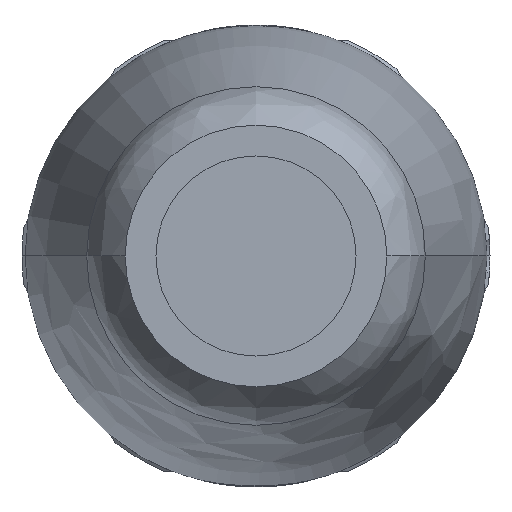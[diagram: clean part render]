
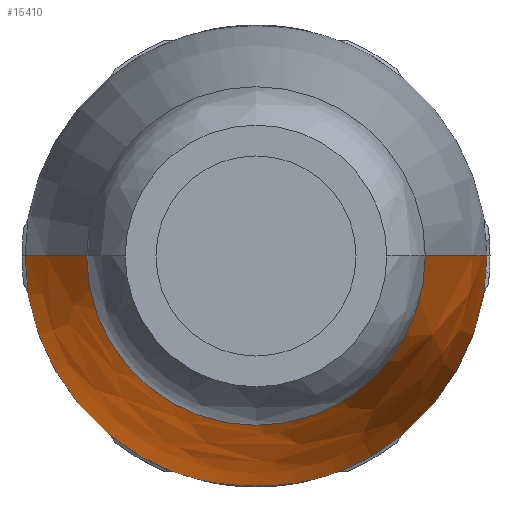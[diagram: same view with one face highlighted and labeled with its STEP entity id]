
A CAD part, front view. The second image highlights one B-rep face of the part: STEP entity #15410.
In plain terms, the highlighted face is a revolution surface.
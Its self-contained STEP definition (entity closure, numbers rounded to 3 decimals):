
#36=CARTESIAN_POINT('',(3.904,-5.9,-6.404));
#38=CARTESIAN_POINT('',(0.,-5.9,0.));
#39=DIRECTION('',(0.,-1.,0.));
#40=DIRECTION('',(0.521,0.,-0.854));
#41=AXIS2_PLACEMENT_3D('',#38,#39,#40);
#107=CARTESIAN_POINT('',(0.,-5.9,0.));
#108=DIRECTION('',(0.,-1.,0.));
#109=DIRECTION('',(-1.,0.,0.));
#110=AXIS2_PLACEMENT_3D('',#107,#108,#109);
#177=CARTESIAN_POINT('',(3.9,-8.563,-6.407));
#183=CARTESIAN_POINT('',(3.904,-5.9,-6.404));
#184=CARTESIAN_POINT('',(3.902,-6.787,-6.404));
#185=CARTESIAN_POINT('',(3.905,-7.675,-6.403));
#186=CARTESIAN_POINT('',(3.9,-8.563,-6.407));
#188=CARTESIAN_POINT('',(3.9,-8.563,-6.407));
#189=CARTESIAN_POINT('',(3.895,-9.065,-6.41));
#190=CARTESIAN_POINT('',(3.874,-10.031,-6.422));
#191=CARTESIAN_POINT('',(3.805,-11.366,-6.463));
#192=CARTESIAN_POINT('',(3.713,-12.548,-6.516));
#193=CARTESIAN_POINT('',(3.603,-13.593,-6.578));
#194=CARTESIAN_POINT('',(3.467,-14.528,-6.651));
#195=CARTESIAN_POINT('',(3.296,-15.346,-6.739));
#196=CARTESIAN_POINT('',(3.094,-16.056,-6.835));
#197=CARTESIAN_POINT('',(2.865,-16.666,-6.933));
#198=CARTESIAN_POINT('',(2.62,-17.186,-7.027));
#199=CARTESIAN_POINT('',(2.366,-17.625,-7.113));
#200=CARTESIAN_POINT('',(2.104,-17.988,-7.19));
#201=CARTESIAN_POINT('',(1.839,-18.284,-7.258));
#202=CARTESIAN_POINT('',(1.569,-18.524,-7.317));
#203=CARTESIAN_POINT('',(1.292,-18.719,-7.367));
#204=CARTESIAN_POINT('',(1.003,-18.876,-7.408));
#205=CARTESIAN_POINT('',(0.712,-18.993,
-7.439));
#206=CARTESIAN_POINT('',(0.432,-19.07,
-7.458));
#207=CARTESIAN_POINT('',(0.169,-19.111,
-7.468));
#208=CARTESIAN_POINT('',(-0.085,-19.119,
-7.469));
#209=CARTESIAN_POINT('',(-0.334,-19.094,
-7.463));
#210=CARTESIAN_POINT('',(-0.59,-19.038,
-7.448));
#211=CARTESIAN_POINT('',(-0.862,-18.943,
-7.424));
#212=CARTESIAN_POINT('',(-1.143,-18.805,
-7.389));
#213=CARTESIAN_POINT('',(-1.427,-18.623,
-7.344));
#214=CARTESIAN_POINT('',(-1.71,-18.393,
-7.288));
#215=CARTESIAN_POINT('',(-1.992,-18.105,
-7.221));
#216=CARTESIAN_POINT('',(-2.275,-17.745,
-7.141));
#217=CARTESIAN_POINT('',(-2.557,-17.3,
-7.049));
#218=CARTESIAN_POINT('',(-2.828,-16.767,
-6.948));
#219=CARTESIAN_POINT('',(-3.074,-16.146,
-6.844));
#220=CARTESIAN_POINT('',(-3.286,-15.433,
-6.744));
#221=CARTESIAN_POINT('',(-3.463,-14.597,
-6.653));
#222=CARTESIAN_POINT('',(-3.6,-13.633,
-6.579));
#223=CARTESIAN_POINT('',(-3.71,-12.557,
-6.518));
#224=CARTESIAN_POINT('',(-3.803,-11.353,
-6.464));
#225=CARTESIAN_POINT('',(-3.873,-10.001,
-6.423));
#226=CARTESIAN_POINT('',(-3.896,-9.051,
-6.41));
#227=CARTESIAN_POINT('',(-3.901,-8.561,
-6.406));
#229=CARTESIAN_POINT('',(-3.901,-8.561,
-6.406));
#230=CARTESIAN_POINT('',(-3.908,-7.673,
-6.402));
#231=CARTESIAN_POINT('',(-3.905,-6.786,
-6.402));
#232=CARTESIAN_POINT('',(-3.904,-5.9,
-6.404));
#234=CARTESIAN_POINT('',(-7.5,-5.9,0.));
#235=CARTESIAN_POINT('',(-7.499,-6.321,0.));
#236=CARTESIAN_POINT('',(-7.501,-7.977,0.));
#237=CARTESIAN_POINT('',(-7.5,-10.889,0.));
#238=CARTESIAN_POINT('',(-7.497,-15.746,0.));
#239=CARTESIAN_POINT('',(-7.519,-20.694,0.));
#240=CARTESIAN_POINT('',(-6.78,-27.086,0.));
#241=CARTESIAN_POINT('',(-5.941,-31.113,0.));
#242=CARTESIAN_POINT('',(-5.25,-33.9,0.));
#244=CARTESIAN_POINT('',(5.25,-33.9,0.));
#245=CARTESIAN_POINT('',(5.941,-31.113,0.));
#246=CARTESIAN_POINT('',(6.78,-27.086,0.));
#247=CARTESIAN_POINT('',(7.519,-20.694,0.));
#248=CARTESIAN_POINT('',(7.497,-15.746,0.));
#249=CARTESIAN_POINT('',(7.5,-10.889,0.));
#250=CARTESIAN_POINT('',(7.501,-7.977,0.));
#251=CARTESIAN_POINT('',(7.499,-6.321,0.));
#252=CARTESIAN_POINT('',(7.5,-5.9,0.));
#1121=CARTESIAN_POINT('',(0.,-33.9,0.));
#1122=DIRECTION('',(0.,1.,0.));
#1123=DIRECTION('',(1.,0.,0.));
#1124=AXIS2_PLACEMENT_3D('',#1121,#1122,#1123);
#12296=VERTEX_POINT('',#36);
#12297=CARTESIAN_POINT('',(7.5,-5.9,0.));
#12298=VERTEX_POINT('',#12297);
#12317=CARTESIAN_POINT('',(-7.5,-5.9,0.));
#12318=VERTEX_POINT('',#12317);
#12319=CARTESIAN_POINT('',(-3.904,-5.9,-6.404));
#12320=VERTEX_POINT('',#12319);
#12335=VERTEX_POINT('',#177);
#12337=VERTEX_POINT('',#227);
#12338=VERTEX_POINT('',#242);
#12339=CARTESIAN_POINT('',(5.25,-33.9,0.));
#12340=VERTEX_POINT('',#12339);
#15380=CARTESIAN_POINT('',(-7.501,-5.618,0.));
#15381=CARTESIAN_POINT('',(-7.5,-5.712,0.));
#15382=CARTESIAN_POINT('',(-7.499,-6.226,0.));
#15383=CARTESIAN_POINT('',(-7.501,-7.977,0.));
#15384=CARTESIAN_POINT('',(-7.5,-10.889,0.));
#15385=CARTESIAN_POINT('',(-7.497,-15.746,0.));
#15386=CARTESIAN_POINT('',(-7.519,-20.694,0.));
#15387=CARTESIAN_POINT('',(-6.78,-27.086,0.));
#15388=CARTESIAN_POINT('',(-5.922,-31.204,0.));
#15389=CARTESIAN_POINT('',(-5.205,-34.083,0.));
#15390=CARTESIAN_POINT('',(-5.182,-34.174,0.));
#15392=CARTESIAN_POINT('',(0.,-41.6,0.));
#15393=DIRECTION('',(0.,1.,0.));
#15394=AXIS1_PLACEMENT('',#15392,#15393);
#15395=SURFACE_OF_REVOLUTION('',#15391,#15394);
#15396=ORIENTED_EDGE('',*,*,#14841,.T.);
#15397=ORIENTED_EDGE('',*,*,#15371,.T.);
#15399=ORIENTED_EDGE('',*,*,#15398,.T.);
#15400=ORIENTED_EDGE('',*,*,#14782,.F.);
#15402=ORIENTED_EDGE('',*,*,#15401,.T.);
#15404=ORIENTED_EDGE('',*,*,#15403,.F.);
#15406=ORIENTED_EDGE('',*,*,#15405,.T.);
#15407=ORIENTED_EDGE('',*,*,#14754,.F.);
#15408=EDGE_LOOP('',(#15396,#15397,#15399,#15400,#15402,#15404,#15406,#15407));
#15409=FACE_OUTER_BOUND('',#15408,.F.);
#15410=ADVANCED_FACE('',(#15409),#15395,.F.);
#42=CIRCLE('',#41,7.5);
#111=CIRCLE('',#110,7.5);
#187=B_SPLINE_CURVE_WITH_KNOTS('',3,(#183,#184,#185,#186),.UNSPECIFIED.,.F.,.F.,
(4,4),(0.,1.),.UNSPECIFIED.);
#228=B_SPLINE_CURVE_WITH_KNOTS('',3,(#188,#189,#190,#191,#192,#193,#194,#195,
#196,#197,#198,#199,#200,#201,#202,#203,#204,#205,#206,#207,#208,#209,#210,#211,
#212,#213,#214,#215,#216,#217,#218,#219,#220,#221,#222,#223,#224,#225,#226,
#227),.UNSPECIFIED.,.F.,.F.,(4,1,1,1,1,1,1,1,1,1,1,1,1,1,1,1,1,1,1,1,1,1,1,1,1,
1,1,1,1,1,1,1,1,1,1,1,1,4),(0.,0.027,0.054,
0.081,0.108,0.135,0.162,
0.189,0.216,0.243,0.27,
0.297,0.324,0.351,0.378,
0.405,0.432,0.459,0.486,
0.514,0.541,0.568,0.595,
0.622,0.649,0.676,0.703,
0.73,0.757,0.784,0.811,
0.838,0.865,0.892,0.919,
0.946,0.973,1.),.UNSPECIFIED.);
#233=B_SPLINE_CURVE_WITH_KNOTS('',3,(#229,#230,#231,#232),.UNSPECIFIED.,.F.,.F.,
(4,4),(0.,1.),.UNSPECIFIED.);
#243=B_SPLINE_CURVE_WITH_KNOTS('',3,(#234,#235,#236,#237,#238,#239,#240,#241,
#242),.UNSPECIFIED.,.F.,.F.,(4,1,1,1,1,1,4),(0.,0.046,
0.181,0.313,0.559,0.697,1.),
.UNSPECIFIED.);
#253=B_SPLINE_CURVE_WITH_KNOTS('',3,(#244,#245,#246,#247,#248,#249,#250,#251,
#252),.UNSPECIFIED.,.F.,.F.,(4,1,1,1,1,1,4),(0.,0.303,
0.441,0.687,0.819,0.954,1.),
.UNSPECIFIED.);
#1125=CIRCLE('',#1124,5.25);
#14754=EDGE_CURVE('',#12296,#12298,#42,.T.);
#14782=EDGE_CURVE('',#12318,#12320,#111,.T.);
#14841=EDGE_CURVE('',#12296,#12335,#187,.T.);
#15371=EDGE_CURVE('',#12335,#12337,#228,.T.);
#15391=B_SPLINE_CURVE_WITH_KNOTS('',3,(#15380,#15381,#15382,#15383,#15384,
#15385,#15386,#15387,#15388,#15389,#15390),.UNSPECIFIED.,.F.,.F.,(4,1,1,1,1,1,1,
1,4),(0.,0.01,0.056,0.188,
0.317,0.558,0.693,0.99,1.),
.UNSPECIFIED.);
#15398=EDGE_CURVE('',#12337,#12320,#233,.T.);
#15401=EDGE_CURVE('',#12318,#12338,#243,.T.);
#15403=EDGE_CURVE('',#12340,#12338,#1125,.T.);
#15405=EDGE_CURVE('',#12340,#12298,#253,.T.);
